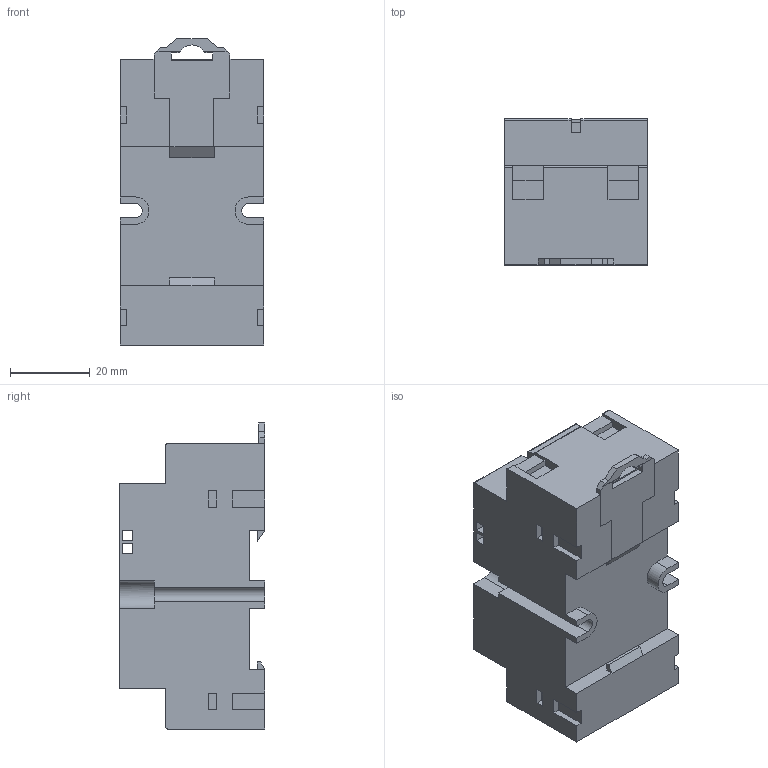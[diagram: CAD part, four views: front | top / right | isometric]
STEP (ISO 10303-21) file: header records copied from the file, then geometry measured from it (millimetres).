
FILE_DESCRIPTION (( 'STEP AP214' ), '1' );
FILE_NAME ('750-2C-SKT.STEP', '2013-11-12T17:38:51', ( '' ), ( '' ), 'SwSTEP 2.0', 'SolidWorks 2013', '' );
FILE_SCHEMA (( 'AUTOMOTIVE_DESIGN' ));
Length unit declared in the file: inch
Products named in the file (1): 750-2C-SKT
Bounding box: 36.07 x 36.58 x 76.71 mm (x, y, z)
Volume: 75762.3 mm3; surface area: 17012.6 mm2
Topology: 1 solids, 1 shells, 397 faces, 1096 edges, 728 vertices
Faces by surface type: plane 303, cylinder 94
Entity records: 17777 total; most frequent: CARTESIAN_POINT 2222, ORIENTED_EDGE 2192, DIRECTION 2086, EDGE_CURVE 1096, VECTOR 902, LINE 902, VERTEX_POINT 728, AXIS2_PLACEMENT_3D 592
